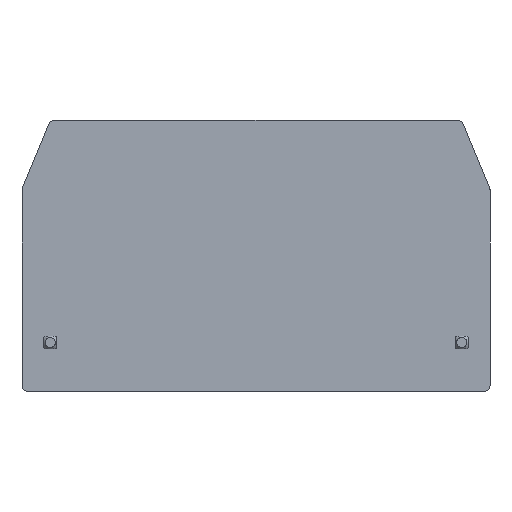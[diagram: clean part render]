
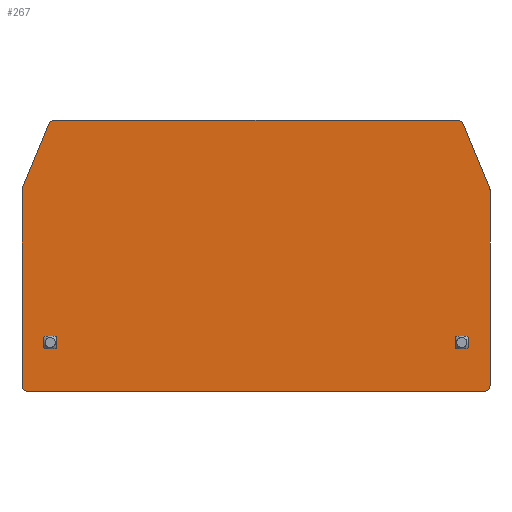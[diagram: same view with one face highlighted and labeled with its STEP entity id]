
A CAD part, left-side view. The second image highlights one B-rep face of the part: STEP entity #267.
In plain terms, the highlighted planar face has unit normal (-1, 0, 0).
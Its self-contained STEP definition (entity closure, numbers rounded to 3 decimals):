
#35=AXIS2_PLACEMENT_3D('Plane Axis2P3D',#32,#33,#34) ;
#39=AXIS2_PLACEMENT_3D('Circle Axis2P3D',#37,#38,$) ;
#55=AXIS2_PLACEMENT_3D('Circle Axis2P3D',#53,#54,$) ;
#69=AXIS2_PLACEMENT_3D('Circle Axis2P3D',#67,#68,$) ;
#83=AXIS2_PLACEMENT_3D('Circle Axis2P3D',#81,#82,$) ;
#97=AXIS2_PLACEMENT_3D('Circle Axis2P3D',#95,#96,$) ;
#111=AXIS2_PLACEMENT_3D('Circle Axis2P3D',#109,#110,$) ;
#146=AXIS2_PLACEMENT_3D('Circle Axis2P3D',#144,#145,$) ;
#160=AXIS2_PLACEMENT_3D('Circle Axis2P3D',#158,#159,$) ;
#174=AXIS2_PLACEMENT_3D('Circle Axis2P3D',#172,#173,$) ;
#188=AXIS2_PLACEMENT_3D('Circle Axis2P3D',#186,#187,$) ;
#212=AXIS2_PLACEMENT_3D('Circle Axis2P3D',#210,#211,$) ;
#226=AXIS2_PLACEMENT_3D('Circle Axis2P3D',#224,#225,$) ;
#240=AXIS2_PLACEMENT_3D('Circle Axis2P3D',#238,#239,$) ;
#254=AXIS2_PLACEMENT_3D('Circle Axis2P3D',#252,#253,$) ;
#32=CARTESIAN_POINT('Axis2P3D Location',(3.,38.572,-0.3)) ;
#37=CARTESIAN_POINT('Axis2P3D Location',(3.,1.,1.)) ;
#41=CARTESIAN_POINT('Vertex',(3.,1.,0.)) ;
#43=CARTESIAN_POINT('Vertex',(3.,0.,1.)) ;
#46=CARTESIAN_POINT('Line Origine',(3.,0.,16.307)) ;
#50=CARTESIAN_POINT('Vertex',(3.,0.,31.614)) ;
#53=CARTESIAN_POINT('Axis2P3D Location',(3.,1.,31.614)) ;
#57=CARTESIAN_POINT('Vertex',(3.,0.076,31.996)) ;
#60=CARTESIAN_POINT('Line Origine',(3.,2.126,36.946)) ;
#64=CARTESIAN_POINT('Vertex',(3.,4.176,41.895)) ;
#67=CARTESIAN_POINT('Axis2P3D Location',(3.,5.1,41.512)) ;
#71=CARTESIAN_POINT('Vertex',(3.,5.1,42.512)) ;
#74=CARTESIAN_POINT('Line Origine',(3.,36.672,42.512)) ;
#78=CARTESIAN_POINT('Vertex',(3.,68.243,42.512)) ;
#81=CARTESIAN_POINT('Axis2P3D Location',(3.,68.243,41.512)) ;
#85=CARTESIAN_POINT('Vertex',(3.,69.167,41.895)) ;
#88=CARTESIAN_POINT('Line Origine',(3.,71.217,36.946)) ;
#92=CARTESIAN_POINT('Vertex',(3.,73.267,31.996)) ;
#95=CARTESIAN_POINT('Axis2P3D Location',(3.,72.343,31.614)) ;
#99=CARTESIAN_POINT('Vertex',(3.,73.343,31.614)) ;
#102=CARTESIAN_POINT('Line Origine',(3.,73.343,16.307)) ;
#106=CARTESIAN_POINT('Vertex',(3.,73.343,1.)) ;
#109=CARTESIAN_POINT('Axis2P3D Location',(3.,72.343,1.)) ;
#113=CARTESIAN_POINT('Vertex',(3.,72.343,0.)) ;
#116=CARTESIAN_POINT('Line Origine',(3.,36.672,0.)) ;
#135=CARTESIAN_POINT('Line Origine',(3.,4.422,6.725)) ;
#139=CARTESIAN_POINT('Vertex',(3.,5.197,6.725)) ;
#141=CARTESIAN_POINT('Vertex',(3.,3.647,6.725)) ;
#144=CARTESIAN_POINT('Axis2P3D Location',(3.,5.197,6.925)) ;
#148=CARTESIAN_POINT('Vertex',(3.,5.397,6.925)) ;
#151=CARTESIAN_POINT('Line Origine',(3.,5.397,7.7)) ;
#155=CARTESIAN_POINT('Vertex',(3.,5.397,8.475)) ;
#158=CARTESIAN_POINT('Axis2P3D Location',(3.,5.197,8.475)) ;
#162=CARTESIAN_POINT('Vertex',(3.,5.197,8.675)) ;
#165=CARTESIAN_POINT('Line Origine',(3.,4.422,8.675)) ;
#169=CARTESIAN_POINT('Vertex',(3.,3.647,8.675)) ;
#172=CARTESIAN_POINT('Axis2P3D Location',(3.,3.647,8.475)) ;
#176=CARTESIAN_POINT('Vertex',(3.,3.447,8.475)) ;
#179=CARTESIAN_POINT('Line Origine',(3.,3.447,7.7)) ;
#183=CARTESIAN_POINT('Vertex',(3.,3.447,6.925)) ;
#186=CARTESIAN_POINT('Axis2P3D Location',(3.,3.647,6.925)) ;
#201=CARTESIAN_POINT('Line Origine',(3.,68.922,6.725)) ;
#205=CARTESIAN_POINT('Vertex',(3.,69.697,6.725)) ;
#207=CARTESIAN_POINT('Vertex',(3.,68.147,6.725)) ;
#210=CARTESIAN_POINT('Axis2P3D Location',(3.,69.697,6.925)) ;
#214=CARTESIAN_POINT('Vertex',(3.,69.897,6.925)) ;
#217=CARTESIAN_POINT('Line Origine',(3.,69.897,7.7)) ;
#221=CARTESIAN_POINT('Vertex',(3.,69.897,8.475)) ;
#224=CARTESIAN_POINT('Axis2P3D Location',(3.,69.697,8.475)) ;
#228=CARTESIAN_POINT('Vertex',(3.,69.697,8.675)) ;
#231=CARTESIAN_POINT('Line Origine',(3.,68.922,8.675)) ;
#235=CARTESIAN_POINT('Vertex',(3.,68.147,8.675)) ;
#238=CARTESIAN_POINT('Axis2P3D Location',(3.,68.147,8.475)) ;
#242=CARTESIAN_POINT('Vertex',(3.,67.947,8.475)) ;
#245=CARTESIAN_POINT('Line Origine',(3.,67.947,7.7)) ;
#249=CARTESIAN_POINT('Vertex',(3.,67.947,6.925)) ;
#252=CARTESIAN_POINT('Axis2P3D Location',(3.,68.147,6.925)) ;
#33=DIRECTION('Axis2P3D Direction',(-1.,0.,0.)) ;
#34=DIRECTION('Axis2P3D XDirection',(0.,-1.,0.)) ;
#38=DIRECTION('Axis2P3D Direction',(-1.,0.,0.)) ;
#47=DIRECTION('Vector Direction',(0.,0.,1.)) ;
#54=DIRECTION('Axis2P3D Direction',(-1.,0.,0.)) ;
#61=DIRECTION('Vector Direction',(0.,0.383,0.924)) ;
#68=DIRECTION('Axis2P3D Direction',(-1.,0.,0.)) ;
#75=DIRECTION('Vector Direction',(0.,1.,0.)) ;
#82=DIRECTION('Axis2P3D Direction',(-1.,0.,0.)) ;
#89=DIRECTION('Vector Direction',(0.,0.383,-0.924)) ;
#96=DIRECTION('Axis2P3D Direction',(-1.,0.,0.)) ;
#103=DIRECTION('Vector Direction',(0.,0.,1.)) ;
#110=DIRECTION('Axis2P3D Direction',(-1.,0.,0.)) ;
#117=DIRECTION('Vector Direction',(0.,1.,0.)) ;
#136=DIRECTION('Vector Direction',(0.,1.,0.)) ;
#145=DIRECTION('Axis2P3D Direction',(-1.,0.,0.)) ;
#152=DIRECTION('Vector Direction',(0.,0.,1.)) ;
#159=DIRECTION('Axis2P3D Direction',(-1.,0.,0.)) ;
#166=DIRECTION('Vector Direction',(0.,1.,0.)) ;
#173=DIRECTION('Axis2P3D Direction',(-1.,0.,0.)) ;
#180=DIRECTION('Vector Direction',(0.,0.,1.)) ;
#187=DIRECTION('Axis2P3D Direction',(-1.,0.,0.)) ;
#202=DIRECTION('Vector Direction',(0.,1.,0.)) ;
#211=DIRECTION('Axis2P3D Direction',(-1.,0.,0.)) ;
#218=DIRECTION('Vector Direction',(0.,0.,1.)) ;
#225=DIRECTION('Axis2P3D Direction',(-1.,0.,0.)) ;
#232=DIRECTION('Vector Direction',(0.,1.,0.)) ;
#239=DIRECTION('Axis2P3D Direction',(-1.,0.,0.)) ;
#246=DIRECTION('Vector Direction',(0.,0.,1.)) ;
#253=DIRECTION('Axis2P3D Direction',(-1.,0.,0.)) ;
#48=VECTOR('Line Direction',#47,1.) ;
#62=VECTOR('Line Direction',#61,1.) ;
#76=VECTOR('Line Direction',#75,1.) ;
#90=VECTOR('Line Direction',#89,1.) ;
#104=VECTOR('Line Direction',#103,1.) ;
#118=VECTOR('Line Direction',#117,1.) ;
#137=VECTOR('Line Direction',#136,1.) ;
#153=VECTOR('Line Direction',#152,1.) ;
#167=VECTOR('Line Direction',#166,1.) ;
#181=VECTOR('Line Direction',#180,1.) ;
#203=VECTOR('Line Direction',#202,1.) ;
#219=VECTOR('Line Direction',#218,1.) ;
#233=VECTOR('Line Direction',#232,1.) ;
#247=VECTOR('Line Direction',#246,1.) ;
#122=ORIENTED_EDGE('',*,*,#45,.T.) ;
#123=ORIENTED_EDGE('',*,*,#52,.T.) ;
#124=ORIENTED_EDGE('',*,*,#59,.T.) ;
#125=ORIENTED_EDGE('',*,*,#66,.T.) ;
#126=ORIENTED_EDGE('',*,*,#73,.T.) ;
#127=ORIENTED_EDGE('',*,*,#80,.T.) ;
#128=ORIENTED_EDGE('',*,*,#87,.T.) ;
#129=ORIENTED_EDGE('',*,*,#94,.T.) ;
#130=ORIENTED_EDGE('',*,*,#101,.T.) ;
#131=ORIENTED_EDGE('',*,*,#108,.T.) ;
#132=ORIENTED_EDGE('',*,*,#115,.T.) ;
#133=ORIENTED_EDGE('',*,*,#120,.T.) ;
#192=ORIENTED_EDGE('',*,*,#143,.F.) ;
#193=ORIENTED_EDGE('',*,*,#150,.F.) ;
#194=ORIENTED_EDGE('',*,*,#157,.F.) ;
#195=ORIENTED_EDGE('',*,*,#164,.F.) ;
#196=ORIENTED_EDGE('',*,*,#171,.F.) ;
#197=ORIENTED_EDGE('',*,*,#178,.F.) ;
#198=ORIENTED_EDGE('',*,*,#185,.F.) ;
#199=ORIENTED_EDGE('',*,*,#190,.F.) ;
#258=ORIENTED_EDGE('',*,*,#209,.F.) ;
#259=ORIENTED_EDGE('',*,*,#216,.F.) ;
#260=ORIENTED_EDGE('',*,*,#223,.F.) ;
#261=ORIENTED_EDGE('',*,*,#230,.F.) ;
#262=ORIENTED_EDGE('',*,*,#237,.F.) ;
#263=ORIENTED_EDGE('',*,*,#244,.F.) ;
#264=ORIENTED_EDGE('',*,*,#251,.F.) ;
#265=ORIENTED_EDGE('',*,*,#256,.F.) ;
#200=FACE_BOUND('',#191,.T.) ;
#266=FACE_BOUND('',#257,.T.) ;
#267=ADVANCED_FACE('ZAP/TW ZDU10',(#134,#200,#266),#36,.T.) ;
#40=CIRCLE('generated circle',#39,1.) ;
#56=CIRCLE('generated circle',#55,1.) ;
#70=CIRCLE('generated circle',#69,1.) ;
#84=CIRCLE('generated circle',#83,1.) ;
#98=CIRCLE('generated circle',#97,1.) ;
#112=CIRCLE('generated circle',#111,1.) ;
#147=CIRCLE('generated circle',#146,0.2) ;
#161=CIRCLE('generated circle',#160,0.2) ;
#175=CIRCLE('generated circle',#174,0.2) ;
#189=CIRCLE('generated circle',#188,0.2) ;
#213=CIRCLE('generated circle',#212,0.2) ;
#227=CIRCLE('generated circle',#226,0.2) ;
#241=CIRCLE('generated circle',#240,0.2) ;
#255=CIRCLE('generated circle',#254,0.2) ;
#45=EDGE_CURVE('',#42,#44,#40,.T.) ;
#52=EDGE_CURVE('',#44,#51,#49,.T.) ;
#59=EDGE_CURVE('',#51,#58,#56,.T.) ;
#66=EDGE_CURVE('',#58,#65,#63,.T.) ;
#73=EDGE_CURVE('',#65,#72,#70,.T.) ;
#80=EDGE_CURVE('',#72,#79,#77,.T.) ;
#87=EDGE_CURVE('',#79,#86,#84,.T.) ;
#94=EDGE_CURVE('',#86,#93,#91,.T.) ;
#101=EDGE_CURVE('',#93,#100,#98,.T.) ;
#108=EDGE_CURVE('',#100,#107,#105,.F.) ;
#115=EDGE_CURVE('',#107,#114,#112,.T.) ;
#120=EDGE_CURVE('',#114,#42,#119,.F.) ;
#143=EDGE_CURVE('',#140,#142,#138,.F.) ;
#150=EDGE_CURVE('',#149,#140,#147,.T.) ;
#157=EDGE_CURVE('',#156,#149,#154,.F.) ;
#164=EDGE_CURVE('',#163,#156,#161,.T.) ;
#171=EDGE_CURVE('',#170,#163,#168,.T.) ;
#178=EDGE_CURVE('',#177,#170,#175,.T.) ;
#185=EDGE_CURVE('',#184,#177,#182,.T.) ;
#190=EDGE_CURVE('',#142,#184,#189,.T.) ;
#209=EDGE_CURVE('',#206,#208,#204,.F.) ;
#216=EDGE_CURVE('',#215,#206,#213,.T.) ;
#223=EDGE_CURVE('',#222,#215,#220,.F.) ;
#230=EDGE_CURVE('',#229,#222,#227,.T.) ;
#237=EDGE_CURVE('',#236,#229,#234,.T.) ;
#244=EDGE_CURVE('',#243,#236,#241,.T.) ;
#251=EDGE_CURVE('',#250,#243,#248,.T.) ;
#256=EDGE_CURVE('',#208,#250,#255,.T.) ;
#121=EDGE_LOOP('',(#122,#123,#124,#125,#126,#127,#128,#129,#130,#131,#132,#133)) ;
#191=EDGE_LOOP('',(#192,#193,#194,#195,#196,#197,#198,#199)) ;
#257=EDGE_LOOP('',(#258,#259,#260,#261,#262,#263,#264,#265)) ;
#134=FACE_OUTER_BOUND('',#121,.T.) ;
#49=LINE('Line',#46,#48) ;
#63=LINE('Line',#60,#62) ;
#77=LINE('Line',#74,#76) ;
#91=LINE('Line',#88,#90) ;
#105=LINE('Line',#102,#104) ;
#119=LINE('Line',#116,#118) ;
#138=LINE('Line',#135,#137) ;
#154=LINE('Line',#151,#153) ;
#168=LINE('Line',#165,#167) ;
#182=LINE('Line',#179,#181) ;
#204=LINE('Line',#201,#203) ;
#220=LINE('Line',#217,#219) ;
#234=LINE('Line',#231,#233) ;
#248=LINE('Line',#245,#247) ;
#36=PLANE('',#35) ;
#42=VERTEX_POINT('',#41) ;
#44=VERTEX_POINT('',#43) ;
#51=VERTEX_POINT('',#50) ;
#58=VERTEX_POINT('',#57) ;
#65=VERTEX_POINT('',#64) ;
#72=VERTEX_POINT('',#71) ;
#79=VERTEX_POINT('',#78) ;
#86=VERTEX_POINT('',#85) ;
#93=VERTEX_POINT('',#92) ;
#100=VERTEX_POINT('',#99) ;
#107=VERTEX_POINT('',#106) ;
#114=VERTEX_POINT('',#113) ;
#140=VERTEX_POINT('',#139) ;
#142=VERTEX_POINT('',#141) ;
#149=VERTEX_POINT('',#148) ;
#156=VERTEX_POINT('',#155) ;
#163=VERTEX_POINT('',#162) ;
#170=VERTEX_POINT('',#169) ;
#177=VERTEX_POINT('',#176) ;
#184=VERTEX_POINT('',#183) ;
#206=VERTEX_POINT('',#205) ;
#208=VERTEX_POINT('',#207) ;
#215=VERTEX_POINT('',#214) ;
#222=VERTEX_POINT('',#221) ;
#229=VERTEX_POINT('',#228) ;
#236=VERTEX_POINT('',#235) ;
#243=VERTEX_POINT('',#242) ;
#250=VERTEX_POINT('',#249) ;
